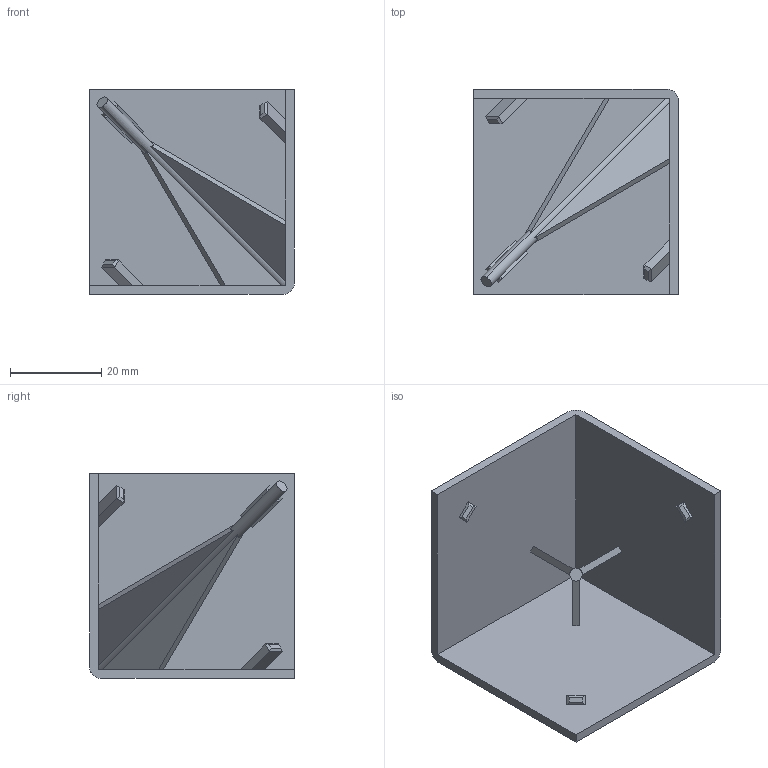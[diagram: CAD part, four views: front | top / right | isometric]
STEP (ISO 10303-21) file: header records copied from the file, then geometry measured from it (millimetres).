
FILE_DESCRIPTION (( 'STEP AP203' ), '1' );
FILE_NAME ('084.310.015.STEP', '2013-01-25T13:46:12', ( 'Alusic' ), ( 'Alusic' ), 'SwSTEP 2.0', 'SolidWorks 2011', '' );
FILE_SCHEMA (( 'CONFIG_CONTROL_DESIGN' ));
Length unit declared in the file: millimetre
Products named in the file (1): 084.310.015
Bounding box: 45 x 45 x 45 mm (x, y, z)
Volume: 13189 mm3; surface area: 14273.7 mm2
Topology: 1 solids, 1 shells, 52 faces, 127 edges, 79 vertices
Faces by surface type: plane 46, cylinder 5, sphere 1
Entity records: 1555 total; most frequent: CARTESIAN_POINT 291, ORIENTED_EDGE 252, DIRECTION 229, EDGE_CURVE 126, LINE 107, VECTOR 107, VERTEX_POINT 79, AXIS2_PLACEMENT_3D 61
